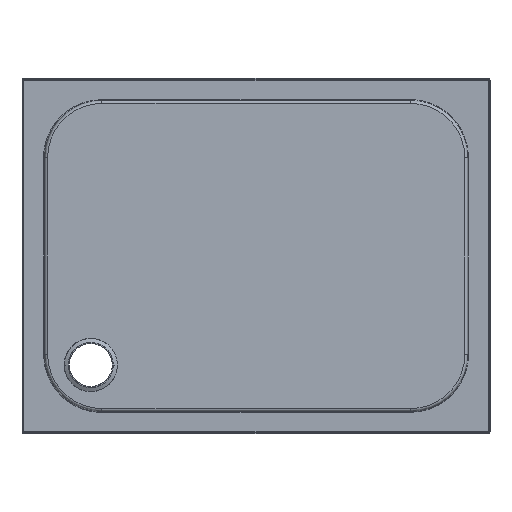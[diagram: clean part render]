
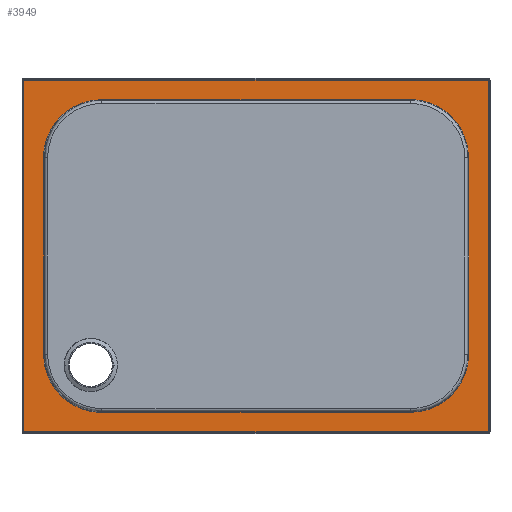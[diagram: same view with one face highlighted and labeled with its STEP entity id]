
A CAD part, front view. The second image highlights one B-rep face of the part: STEP entity #3949.
In plain terms, the highlighted planar face has unit normal (0, -1, 0).
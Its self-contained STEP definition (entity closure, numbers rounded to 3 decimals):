
#54 = VECTOR ( 'NONE', #753, 1000. ) ;
#84 = DIRECTION ( 'NONE',  ( -1., 0., 0. ) ) ;
#120 = CARTESIAN_POINT ( 'NONE',  ( 330.059, 46., 334. ) ) ;
#184 = EDGE_CURVE ( 'NONE', #3118, #1701, #4268, .T. ) ;
#262 = VERTEX_POINT ( 'NONE', #1515 ) ;
#286 = CARTESIAN_POINT ( 'NONE',  ( -402.537, 46., -334. ) ) ;
#324 = CARTESIAN_POINT ( 'NONE',  ( 0., 46., 334. ) ) ;
#467 = LINE ( 'NONE', #3404, #1222 ) ;
#526 = EDGE_CURVE ( 'NONE', #4902, #748, #467, .T. ) ;
#562 = CARTESIAN_POINT ( 'NONE',  ( -453.912, 46., -210. ) ) ;
#634 = FACE_OUTER_BOUND ( 'NONE', #4345, .T. ) ;
#748 = VERTEX_POINT ( 'NONE', #2765 ) ;
#753 = DIRECTION ( 'NONE',  ( 0., 0., -1. ) ) ;
#785 = VERTEX_POINT ( 'NONE', #4057 ) ;
#800 = VECTOR ( 'NONE', #5009, 1000. ) ;
#820 = EDGE_CURVE ( 'NONE', #1701, #3221, #1563, .T. ) ;
#834 = CARTESIAN_POINT ( 'NONE',  ( 454.09, 46., -210. ) ) ;
#860 = EDGE_CURVE ( 'NONE', #2534, #2543, #4438, .T. ) ;
#1118 = CARTESIAN_POINT ( 'NONE',  ( -496., 46., 0. ) ) ;
#1166 =( BOUNDED_CURVE ( )  B_SPLINE_CURVE ( 3, ( #3935, #1886, #286, #3502 ),
 .UNSPECIFIED., .F., .T. ) 
 B_SPLINE_CURVE_WITH_KNOTS ( ( 4, 4 ),
 ( 0., 1.571 ),
 .UNSPECIFIED. ) 
 CURVE ( )  GEOMETRIC_REPRESENTATION_ITEM ( )  RATIONAL_B_SPLINE_CURVE ( ( 1., 0.805, 0.805, 1. ) ) 
 REPRESENTATION_ITEM ( '' )  );
#1222 = VECTOR ( 'NONE', #84, 1000. ) ;
#1312 = VECTOR ( 'NONE', #2819, 1000. ) ;
#1446 = VERTEX_POINT ( 'NONE', #3216 ) ;
#1515 = CARTESIAN_POINT ( 'NONE',  ( 454.09, 46., -210. ) ) ;
#1563 = LINE ( 'NONE', #324, #1312 ) ;
#1649 = VECTOR ( 'NONE', #4532, 1000. ) ;
#1701 = VERTEX_POINT ( 'NONE', #120 ) ;
#1713 = CARTESIAN_POINT ( 'NONE',  ( -453.912, 46., 0. ) ) ;
#1721 = ORIENTED_EDGE ( 'NONE', *, *, #526, .F. ) ;
#1743 = DIRECTION ( 'NONE',  ( 0., 0., -1. ) ) ;
#1793 = PLANE ( 'NONE',  #4684 ) ;
#1886 = CARTESIAN_POINT ( 'NONE',  ( -453.912, 46., -282.638 ) ) ;
#1897 = VECTOR ( 'NONE', #1743, 1000. ) ;
#1997 =( BOUNDED_CURVE ( )  B_SPLINE_CURVE ( 3, ( #2928, #3398, #5067, #3779 ),
 .UNSPECIFIED., .F., .T. ) 
 B_SPLINE_CURVE_WITH_KNOTS ( ( 4, 4 ),
 ( 4.712, 6.283 ),
 .UNSPECIFIED. ) 
 CURVE ( )  GEOMETRIC_REPRESENTATION_ITEM ( )  RATIONAL_B_SPLINE_CURVE ( ( 1., 0.805, 0.805, 1. ) ) 
 REPRESENTATION_ITEM ( '' )  );
#2054 = CARTESIAN_POINT ( 'NONE',  ( 330.059, 46., -334. ) ) ;
#2089 = LINE ( 'NONE', #3344, #800 ) ;
#2133 = ORIENTED_EDGE ( 'NONE', *, *, #2215, .F. ) ;
#2138 = CARTESIAN_POINT ( 'NONE',  ( 496., 46., -376. ) ) ;
#2145 = EDGE_CURVE ( 'NONE', #3221, #1446, #1997, .T. ) ;
#2215 = EDGE_CURVE ( 'NONE', #262, #3118, #2089, .T. ) ;
#2253 = FACE_BOUND ( 'NONE', #3334, .T. ) ;
#2343 = CARTESIAN_POINT ( 'NONE',  ( 496., 46., 376. ) ) ;
#2353 = DIRECTION ( 'NONE',  ( 1., 0., 0. ) ) ;
#2415 = LINE ( 'NONE', #1118, #1649 ) ;
#2534 = VERTEX_POINT ( 'NONE', #3148 ) ;
#2543 = VERTEX_POINT ( 'NONE', #4896 ) ;
#2566 = EDGE_CURVE ( 'NONE', #4371, #4902, #2813, .T. ) ;
#2605 = CARTESIAN_POINT ( 'NONE',  ( 330.059, 46., 334. ) ) ;
#2765 = CARTESIAN_POINT ( 'NONE',  ( -496., 46., -376. ) ) ;
#2808 = ORIENTED_EDGE ( 'NONE', *, *, #5349, .F. ) ;
#2813 = LINE ( 'NONE', #4486, #54 ) ;
#2819 = DIRECTION ( 'NONE',  ( -1., 0., 0. ) ) ;
#2843 = EDGE_CURVE ( 'NONE', #2543, #262, #4583, .T. ) ;
#2853 = LINE ( 'NONE', #4906, #3541 ) ;
#2928 = CARTESIAN_POINT ( 'NONE',  ( -329.881, 46., 334. ) ) ;
#3060 = ORIENTED_EDGE ( 'NONE', *, *, #2566, .F. ) ;
#3086 = VERTEX_POINT ( 'NONE', #562 ) ;
#3097 = CARTESIAN_POINT ( 'NONE',  ( 454.09, 46., 210. ) ) ;
#3118 = VERTEX_POINT ( 'NONE', #4831 ) ;
#3148 = CARTESIAN_POINT ( 'NONE',  ( -329.881, 46., -334. ) ) ;
#3216 = CARTESIAN_POINT ( 'NONE',  ( -453.912, 46., 210. ) ) ;
#3221 = VERTEX_POINT ( 'NONE', #5351 ) ;
#3254 = ORIENTED_EDGE ( 'NONE', *, *, #2843, .F. ) ;
#3334 = EDGE_LOOP ( 'NONE', ( #2133, #3254, #4113, #4164, #2808, #5252, #3795, #3523 ) ) ;
#3344 = CARTESIAN_POINT ( 'NONE',  ( 454.09, 46., 0. ) ) ;
#3398 = CARTESIAN_POINT ( 'NONE',  ( -402.537, 46., 334. ) ) ;
#3404 = CARTESIAN_POINT ( 'NONE',  ( 0., 46., -376. ) ) ;
#3461 = CARTESIAN_POINT ( 'NONE',  ( 402.715, 46., 334. ) ) ;
#3464 = DIRECTION ( 'NONE',  ( 0., 0., 1. ) ) ;
#3502 = CARTESIAN_POINT ( 'NONE',  ( -329.881, 46., -334. ) ) ;
#3516 = CARTESIAN_POINT ( 'NONE',  ( 0., 46., 0. ) ) ;
#3523 = ORIENTED_EDGE ( 'NONE', *, *, #184, .F. ) ;
#3541 = VECTOR ( 'NONE', #4445, 1000. ) ;
#3672 = EDGE_CURVE ( 'NONE', #748, #785, #2415, .T. ) ;
#3714 = CARTESIAN_POINT ( 'NONE',  ( 402.715, 46., -334. ) ) ;
#3779 = CARTESIAN_POINT ( 'NONE',  ( -453.912, 46., 210. ) ) ;
#3795 = ORIENTED_EDGE ( 'NONE', *, *, #820, .F. ) ;
#3817 = LINE ( 'NONE', #1713, #1897 ) ;
#3920 = CARTESIAN_POINT ( 'NONE',  ( 454.09, 46., 282.638 ) ) ;
#3935 = CARTESIAN_POINT ( 'NONE',  ( -453.912, 46., -210. ) ) ;
#3949 = ADVANCED_FACE ( 'NONE', ( #2253, #634 ), #1793, .F. ) ;
#4002 = CARTESIAN_POINT ( 'NONE',  ( 0., 46., -334. ) ) ;
#4040 = EDGE_CURVE ( 'NONE', #785, #4371, #2853, .T. ) ;
#4057 = CARTESIAN_POINT ( 'NONE',  ( -496., 46., 376. ) ) ;
#4113 = ORIENTED_EDGE ( 'NONE', *, *, #860, .F. ) ;
#4164 = ORIENTED_EDGE ( 'NONE', *, *, #4441, .F. ) ;
#4268 =( BOUNDED_CURVE ( )  B_SPLINE_CURVE ( 3, ( #3097, #3920, #3461, #2605 ),
 .UNSPECIFIED., .F., .T. ) 
 B_SPLINE_CURVE_WITH_KNOTS ( ( 4, 4 ),
 ( 3.142, 4.712 ),
 .UNSPECIFIED. ) 
 CURVE ( )  GEOMETRIC_REPRESENTATION_ITEM ( )  RATIONAL_B_SPLINE_CURVE ( ( 1., 0.805, 0.805, 1. ) ) 
 REPRESENTATION_ITEM ( '' )  );
#4345 = EDGE_LOOP ( 'NONE', ( #5248, #1721, #3060, #4372 ) ) ;
#4371 = VERTEX_POINT ( 'NONE', #2343 ) ;
#4372 = ORIENTED_EDGE ( 'NONE', *, *, #4040, .F. ) ;
#4438 = LINE ( 'NONE', #4002, #4625 ) ;
#4441 = EDGE_CURVE ( 'NONE', #3086, #2534, #1166, .T. ) ;
#4445 = DIRECTION ( 'NONE',  ( 1., 0., 0. ) ) ;
#4486 = CARTESIAN_POINT ( 'NONE',  ( 496., 46., 0. ) ) ;
#4532 = DIRECTION ( 'NONE',  ( 0., 0., 1. ) ) ;
#4568 = CARTESIAN_POINT ( 'NONE',  ( 454.09, 46., -282.638 ) ) ;
#4583 =( BOUNDED_CURVE ( )  B_SPLINE_CURVE ( 3, ( #2054, #3714, #4568, #834 ),
 .UNSPECIFIED., .F., .T. ) 
 B_SPLINE_CURVE_WITH_KNOTS ( ( 4, 4 ),
 ( 1.571, 3.142 ),
 .UNSPECIFIED. ) 
 CURVE ( )  GEOMETRIC_REPRESENTATION_ITEM ( )  RATIONAL_B_SPLINE_CURVE ( ( 1., 0.805, 0.805, 1. ) ) 
 REPRESENTATION_ITEM ( '' )  );
#4625 = VECTOR ( 'NONE', #2353, 1000. ) ;
#4684 = AXIS2_PLACEMENT_3D ( 'NONE', #3516, #5182, #3464 ) ;
#4831 = CARTESIAN_POINT ( 'NONE',  ( 454.09, 46., 210. ) ) ;
#4896 = CARTESIAN_POINT ( 'NONE',  ( 330.059, 46., -334. ) ) ;
#4902 = VERTEX_POINT ( 'NONE', #2138 ) ;
#4906 = CARTESIAN_POINT ( 'NONE',  ( 0., 46., 376. ) ) ;
#5009 = DIRECTION ( 'NONE',  ( 0., 0., 1. ) ) ;
#5067 = CARTESIAN_POINT ( 'NONE',  ( -453.912, 46., 282.638 ) ) ;
#5182 = DIRECTION ( 'NONE',  ( 0., 1., 0. ) ) ;
#5248 = ORIENTED_EDGE ( 'NONE', *, *, #3672, .F. ) ;
#5252 = ORIENTED_EDGE ( 'NONE', *, *, #2145, .F. ) ;
#5349 = EDGE_CURVE ( 'NONE', #1446, #3086, #3817, .T. ) ;
#5351 = CARTESIAN_POINT ( 'NONE',  ( -329.881, 46., 334. ) ) ;
